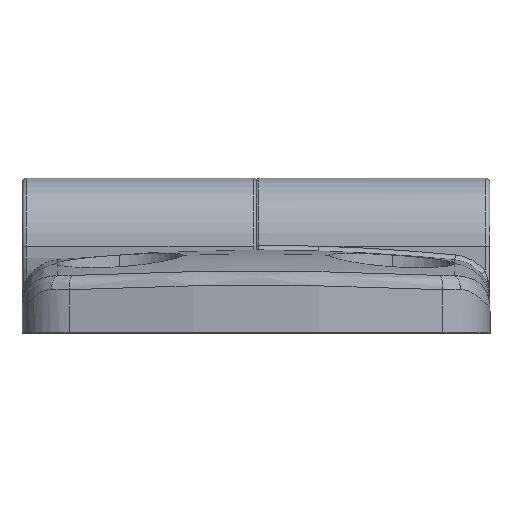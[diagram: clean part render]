
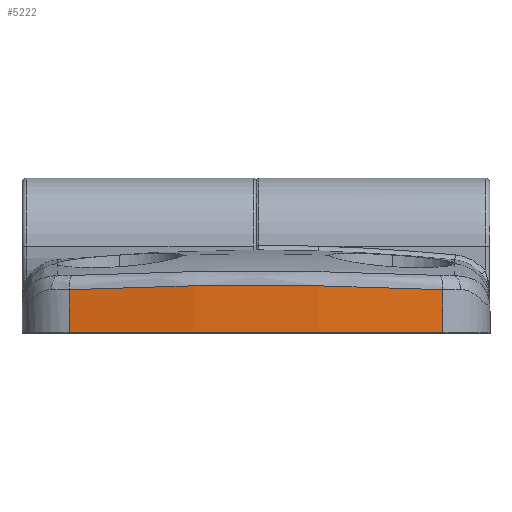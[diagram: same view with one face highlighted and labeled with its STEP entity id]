
A CAD part, top view. The second image highlights one B-rep face of the part: STEP entity #5222.
In plain terms, the highlighted cylindrical face has radius 100 mm (diameter 200 mm), a partial arc.
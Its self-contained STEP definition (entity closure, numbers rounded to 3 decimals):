
#126 = DIRECTION ( 'NONE',  ( 0., 1., 0. ) ) ;
#455 = CIRCLE ( 'NONE', #6767, 100. ) ;
#542 = ORIENTED_EDGE ( 'NONE', *, *, #1565, .T. ) ;
#1006 = EDGE_LOOP ( 'NONE', ( #4015, #2990, #2758, #542 ) ) ;
#1111 = CARTESIAN_POINT ( 'NONE',  ( 19.149, -10.536, -27.649 ) ) ;
#1208 = LINE ( 'NONE', #5997, #2567 ) ;
#1278 = EDGE_CURVE ( 'NONE', #2316, #4193, #5701, .T. ) ;
#1565 = EDGE_CURVE ( 'NONE', #3654, #4193, #5589, .T. ) ;
#1757 = FACE_OUTER_BOUND ( 'NONE', #1006, .T. ) ;
#1785 = CARTESIAN_POINT ( 'NONE',  ( 0., -8.9, 70.5 ) ) ;
#1817 = EDGE_CURVE ( 'NONE', #2740, #3654, #1208, .T. ) ;
#2002 = DIRECTION ( 'NONE',  ( 0., 1., 0. ) ) ;
#2114 = EDGE_CURVE ( 'NONE', #2740, #2316, #455, .T. ) ;
#2216 = CARTESIAN_POINT ( 'NONE',  ( -19.149, -4.499, -27.649 ) ) ;
#2316 = VERTEX_POINT ( 'NONE', #3710 ) ;
#2501 = CARTESIAN_POINT ( 'NONE',  ( -19.149, -4.499, -27.649 ) ) ;
#2567 = VECTOR ( 'NONE', #126, 1000. ) ;
#2740 = VERTEX_POINT ( 'NONE', #3731 ) ;
#2758 = ORIENTED_EDGE ( 'NONE', *, *, #1817, .T. ) ;
#2880 = DIRECTION ( 'NONE',  ( 0., 1., 0. ) ) ;
#2948 = CARTESIAN_POINT ( 'NONE',  ( 15.968, -4.356, -28.23 ) ) ;
#2990 = ORIENTED_EDGE ( 'NONE', *, *, #2114, .F. ) ;
#3048 = DIRECTION ( 'NONE',  ( 0., 0., -1. ) ) ;
#3058 = CARTESIAN_POINT ( 'NONE',  ( 11.155, -4.2, -28.889 ) ) ;
#3628 = CARTESIAN_POINT ( 'NONE',  ( -3.247, -4.06, -29.498 ) ) ;
#3654 = VERTEX_POINT ( 'NONE', #2216 ) ;
#3710 = CARTESIAN_POINT ( 'NONE',  ( 19.149, -8.9, -27.649 ) ) ;
#3731 = CARTESIAN_POINT ( 'NONE',  ( -19.149, -8.9, -27.649 ) ) ;
#3964 = CARTESIAN_POINT ( 'NONE',  ( 19.149, -4.499, -27.649 ) ) ;
#4015 = ORIENTED_EDGE ( 'NONE', *, *, #1278, .F. ) ;
#4172 = AXIS2_PLACEMENT_3D ( 'NONE', #1785, #2880, #6611 ) ;
#4193 = VERTEX_POINT ( 'NONE', #3964 ) ;
#4420 = CYLINDRICAL_SURFACE ( 'NONE', #4172, 100. ) ;
#5074 = CARTESIAN_POINT ( 'NONE',  ( 17.562, -4.422, -27.959 ) ) ;
#5124 = CARTESIAN_POINT ( 'NONE',  ( 6.344, -4.093, -29.351 ) ) ;
#5173 = CARTESIAN_POINT ( 'NONE',  ( -15.979, -4.345, -28.268 ) ) ;
#5222 = ADVANCED_FACE ( 'NONE', ( #1757 ), #4420, .T. ) ;
#5280 = CARTESIAN_POINT ( 'NONE',  ( 19.149, -4.499, -27.649 ) ) ;
#5484 = DIRECTION ( 'NONE',  ( 0., -1., 0. ) ) ;
#5589 = B_SPLINE_CURVE_WITH_KNOTS ( 'NONE', 3,
 ( #2501, #5173, #5773, #6766, #3628, #5745, #5124, #3058, #5603, #2948, #5074, #5280 ),
 .UNSPECIFIED., .F., .F.,
 ( 4, 2, 2, 2, 2, 4 ),
 ( 0.004, 0.014, 0.023, 0.033, 0.038, 0.043 ),
 .UNSPECIFIED. ) ;
#5603 = CARTESIAN_POINT ( 'NONE',  ( 12.764, -4.246, -28.695 ) ) ;
#5701 = LINE ( 'NONE', #1111, #5782 ) ;
#5745 = CARTESIAN_POINT ( 'NONE',  ( 3.143, -4.059, -29.502 ) ) ;
#5773 = CARTESIAN_POINT ( 'NONE',  ( -12.802, -4.237, -28.729 ) ) ;
#5782 = VECTOR ( 'NONE', #2002, 1000. ) ;
#5997 = CARTESIAN_POINT ( 'NONE',  ( -19.149, -10.536, -27.649 ) ) ;
#6118 = CARTESIAN_POINT ( 'NONE',  ( 0., -8.9, 70.5 ) ) ;
#6611 = DIRECTION ( 'NONE',  ( 0., 0., 1. ) ) ;
#6766 = CARTESIAN_POINT ( 'NONE',  ( -6.436, -4.095, -29.344 ) ) ;
#6767 = AXIS2_PLACEMENT_3D ( 'NONE', #6118, #5484, #3048 ) ;
